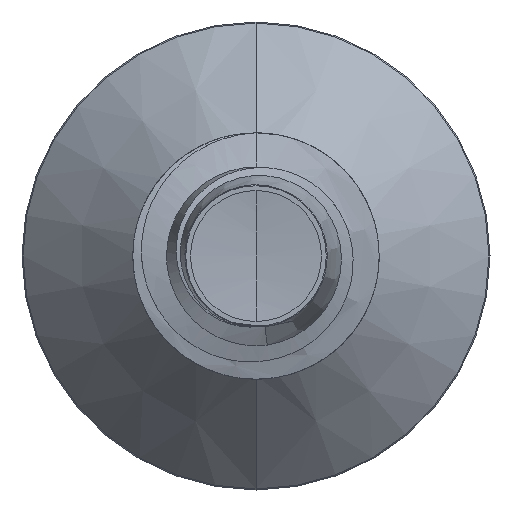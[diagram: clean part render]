
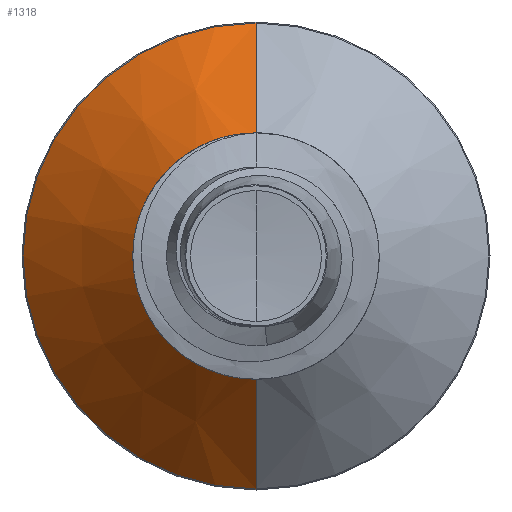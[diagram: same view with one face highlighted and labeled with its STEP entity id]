
A CAD part, front view. The second image highlights one B-rep face of the part: STEP entity #1318.
In plain terms, the highlighted conical face has half-angle 45 degrees and reference radius 0.97 mm.
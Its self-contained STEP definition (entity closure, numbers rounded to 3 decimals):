
#369 = CARTESIAN_POINT ( 'NONE',  ( 0., 7.641, -1.891 ) ) ;
#431 = CIRCLE ( 'NONE', #4172, 0.97 ) ;
#861 = AXIS2_PLACEMENT_3D ( 'NONE', #7575, #7564, #7547 ) ;
#1318 = ADVANCED_FACE ( 'NONE', ( #7255 ), #13619, .T. ) ;
#1748 = ORIENTED_EDGE ( 'NONE', *, *, #13268, .F. ) ;
#1853 = VERTEX_POINT ( 'NONE', #14768 ) ;
#1873 = VECTOR ( 'NONE', #12388, 1000. ) ;
#1891 = ORIENTED_EDGE ( 'NONE', *, *, #12124, .T. ) ;
#2078 = ORIENTED_EDGE ( 'NONE', *, *, #4487, .T. ) ;
#2513 = ORIENTED_EDGE ( 'NONE', *, *, #3805, .F. ) ;
#3805 = EDGE_CURVE ( 'NONE', #5975, #1853, #3850, .T. ) ;
#3850 = CIRCLE ( 'NONE', #861, 1.891 ) ;
#4172 = AXIS2_PLACEMENT_3D ( 'NONE', #4264, #12267, #5671 ) ;
#4264 = CARTESIAN_POINT ( 'NONE',  ( 0., 6.72, 0. ) ) ;
#4456 = CARTESIAN_POINT ( 'NONE',  ( 0., 6.72, -0.97 ) ) ;
#4487 = EDGE_CURVE ( 'NONE', #11065, #1853, #6072, .T. ) ;
#5360 = LINE ( 'NONE', #4456, #1873 ) ;
#5671 = DIRECTION ( 'NONE',  ( 0., 0., 1. ) ) ;
#5678 = EDGE_LOOP ( 'NONE', ( #1748, #1891, #2078, #2513 ) ) ;
#5975 = VERTEX_POINT ( 'NONE', #369 ) ;
#6072 = LINE ( 'NONE', #6675, #6509 ) ;
#6509 = VECTOR ( 'NONE', #6797, 1000. ) ;
#6675 = CARTESIAN_POINT ( 'NONE',  ( 0., 6.72, 0.97 ) ) ;
#6797 = DIRECTION ( 'NONE',  ( 0., 0.707, 0.707 ) ) ;
#7255 = FACE_OUTER_BOUND ( 'NONE', #5678, .T. ) ;
#7547 = DIRECTION ( 'NONE',  ( 0., 0., 1. ) ) ;
#7564 = DIRECTION ( 'NONE',  ( 0., 1., 0. ) ) ;
#7575 = CARTESIAN_POINT ( 'NONE',  ( 0., 7.641, 0. ) ) ;
#9451 = VERTEX_POINT ( 'NONE', #13002 ) ;
#11065 = VERTEX_POINT ( 'NONE', #11783 ) ;
#11481 = DIRECTION ( 'NONE',  ( 0., 0., 1. ) ) ;
#11619 = AXIS2_PLACEMENT_3D ( 'NONE', #14438, #12093, #11481 ) ;
#11783 = CARTESIAN_POINT ( 'NONE',  ( 0., 6.72, 0.97 ) ) ;
#12093 = DIRECTION ( 'NONE',  ( 0., 1., 0. ) ) ;
#12124 = EDGE_CURVE ( 'NONE', #9451, #11065, #431, .T. ) ;
#12267 = DIRECTION ( 'NONE',  ( 0., 1., 0. ) ) ;
#12388 = DIRECTION ( 'NONE',  ( 0., 0.707, -0.707 ) ) ;
#13002 = CARTESIAN_POINT ( 'NONE',  ( 0., 6.72, -0.97 ) ) ;
#13268 = EDGE_CURVE ( 'NONE', #9451, #5975, #5360, .T. ) ;
#13619 = CONICAL_SURFACE ( 'NONE', #11619, 0.97, 0.785 ) ;
#14438 = CARTESIAN_POINT ( 'NONE',  ( 0., 6.72, 0. ) ) ;
#14768 = CARTESIAN_POINT ( 'NONE',  ( 0., 7.641, 1.891 ) ) ;
